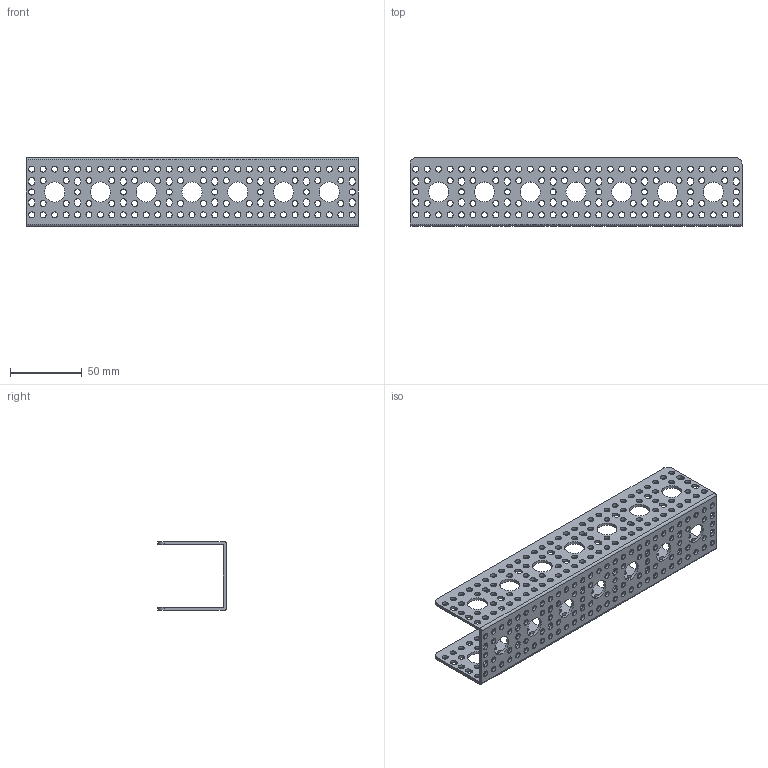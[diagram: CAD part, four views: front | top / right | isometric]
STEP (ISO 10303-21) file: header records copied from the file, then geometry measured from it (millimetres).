
FILE_DESCRIPTION (( 'STEP AP214' ), '1' );
FILE_NAME ('06-2232.STEP', '2025-08-25T09:02:24', ( '' ), ( '' ), 'SwSTEP 2.0', 'SolidWorks 2025', '' );
FILE_SCHEMA (( 'AUTOMOTIVE_DESIGN' ));
Length unit declared in the file: millimetre
Products named in the file (1): 06-2232
Bounding box: 232 x 48 x 48 mm (x, y, z)
Volume: 48562.7 mm3; surface area: 60761.6 mm2
Topology: 1 solids, 1 shells, 830 faces, 2484 edges, 1656 vertices
Faces by surface type: cylinder 724, plane 106
Entity records: 30223 total; most frequent: DIRECTION 5594, CARTESIAN_POINT 4971, ORIENTED_EDGE 4968, EDGE_CURVE 2484, AXIS2_PLACEMENT_3D 2279, VERTEX_POINT 1656, EDGE_LOOP 1532, CIRCLE 1448
